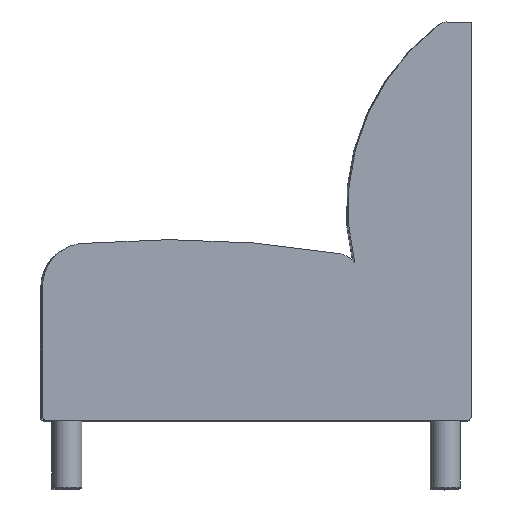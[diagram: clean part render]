
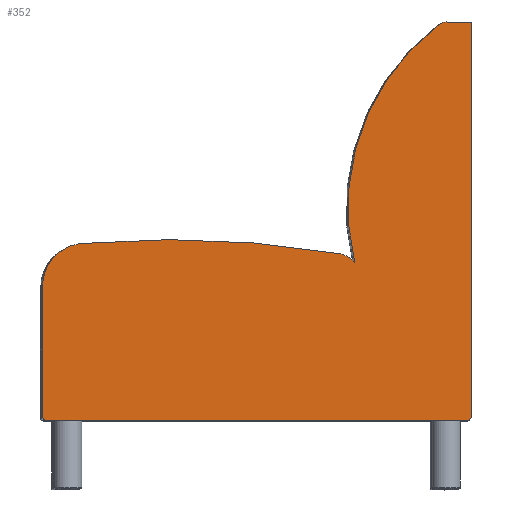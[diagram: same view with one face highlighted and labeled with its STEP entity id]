
A CAD part, top view. The second image highlights one B-rep face of the part: STEP entity #352.
In plain terms, the highlighted planar face has unit normal (0.003, 0, 1).
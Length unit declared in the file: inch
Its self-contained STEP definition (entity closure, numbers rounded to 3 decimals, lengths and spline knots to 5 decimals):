
#57=PLANE('',#378);
#68=FACE_OUTER_BOUND('',#89,.T.);
#89=EDGE_LOOP('',(#262,#263,#264,#265,#266,#267,#268,#269,#270,#271,#272,
#273));
#117=LINE('',#566,#139);
#120=LINE('',#574,#142);
#121=LINE('',#582,#143);
#122=LINE('',#586,#144);
#123=LINE('',#589,#145);
#139=VECTOR('',#438,1.75314);
#142=VECTOR('',#445,0.00408);
#143=VECTOR('',#452,9.13636);
#144=VECTOR('',#455,29.5);
#145=VECTOR('',#458,27.62506);
#160=CIRCLE('',#376,0.75);
#161=CIRCLE('',#379,16.06165);
#162=CIRCLE('',#380,1.78799);
#163=CIRCLE('',#381,70.80358);
#164=CIRCLE('',#382,3.);
#165=CIRCLE('',#383,0.25);
#166=CIRCLE('',#384,0.25);
#182=VERTEX_POINT('',#559);
#183=VERTEX_POINT('',#561);
#184=VERTEX_POINT('',#565);
#186=VERTEX_POINT('',#571);
#187=VERTEX_POINT('',#573);
#188=VERTEX_POINT('',#575);
#189=VERTEX_POINT('',#577);
#190=VERTEX_POINT('',#579);
#191=VERTEX_POINT('',#581);
#192=VERTEX_POINT('',#583);
#193=VERTEX_POINT('',#585);
#194=VERTEX_POINT('',#587);
#213=EDGE_CURVE('',#182,#183,#160,.T.);
#215=EDGE_CURVE('',#184,#183,#117,.T.);
#218=EDGE_CURVE('',#182,#186,#161,.T.);
#219=EDGE_CURVE('',#186,#187,#120,.T.);
#220=EDGE_CURVE('',#187,#188,#162,.T.);
#221=EDGE_CURVE('',#188,#189,#163,.T.);
#222=EDGE_CURVE('',#189,#190,#164,.T.);
#223=EDGE_CURVE('',#190,#191,#121,.T.);
#224=EDGE_CURVE('',#192,#191,#165,.T.);
#225=EDGE_CURVE('',#192,#193,#122,.T.);
#226=EDGE_CURVE('',#194,#193,#166,.T.);
#227=EDGE_CURVE('',#194,#184,#123,.T.);
#262=ORIENTED_EDGE('',*,*,#213,.F.);
#263=ORIENTED_EDGE('',*,*,#218,.T.);
#264=ORIENTED_EDGE('',*,*,#219,.T.);
#265=ORIENTED_EDGE('',*,*,#220,.T.);
#266=ORIENTED_EDGE('',*,*,#221,.T.);
#267=ORIENTED_EDGE('',*,*,#222,.T.);
#268=ORIENTED_EDGE('',*,*,#223,.T.);
#269=ORIENTED_EDGE('',*,*,#224,.F.);
#270=ORIENTED_EDGE('',*,*,#225,.T.);
#271=ORIENTED_EDGE('',*,*,#226,.F.);
#272=ORIENTED_EDGE('',*,*,#227,.T.);
#273=ORIENTED_EDGE('',*,*,#215,.T.);
#352=ADVANCED_FACE('',(#68),#57,.T.);
#376=AXIS2_PLACEMENT_3D('',#562,#433,#434);
#378=AXIS2_PLACEMENT_3D('',#570,#441,#442);
#379=AXIS2_PLACEMENT_3D('',#572,#443,#444);
#380=AXIS2_PLACEMENT_3D('',#576,#446,#447);
#381=AXIS2_PLACEMENT_3D('',#578,#448,#449);
#382=AXIS2_PLACEMENT_3D('',#580,#450,#451);
#383=AXIS2_PLACEMENT_3D('',#584,#453,#454);
#384=AXIS2_PLACEMENT_3D('',#588,#456,#457);
#433=DIRECTION('center_axis',(0.,0.,-1.));
#434=DIRECTION('ref_axis',(-0.316,0.949,0.));
#438=DIRECTION('',(-1.,0.,0.));
#441=DIRECTION('center_axis',(0.,0.,1.));
#442=DIRECTION('ref_axis',(1.,0.,0.));
#443=DIRECTION('center_axis',(0.,0.,1.));
#444=DIRECTION('ref_axis',(-0.588,0.809,0.));
#445=DIRECTION('',(-0.802,-0.598,0.));
#446=DIRECTION('center_axis',(0.,0.,1.));
#447=DIRECTION('ref_axis',(0.774,0.633,0.));
#448=DIRECTION('center_axis',(0.,0.,1.));
#449=DIRECTION('ref_axis',(0.164,0.986,0.));
#450=DIRECTION('center_axis',(0.,0.,1.));
#451=DIRECTION('ref_axis',(0.001,1.,0.));
#452=DIRECTION('',(0.,-1.,0.));
#453=DIRECTION('center_axis',(0.,0.,-1.));
#454=DIRECTION('ref_axis',(-0.707,-0.707,0.));
#455=DIRECTION('',(1.,0.,0.));
#456=DIRECTION('center_axis',(0.,0.,-1.));
#457=DIRECTION('ref_axis',(0.707,-0.707,0.));
#458=DIRECTION('',(0.,1.,0.));
#559=CARTESIAN_POINT('',(27.79661,27.72488,0.));
#561=CARTESIAN_POINT('',(28.24686,27.87506,0.));
#562=CARTESIAN_POINT('Origin',(28.24686,27.12506,0.));
#565=CARTESIAN_POINT('',(30.,27.87506,0.));
#566=CARTESIAN_POINT('',(30.,27.87506,0.));
#570=CARTESIAN_POINT('Origin',(18.33397,9.77726,0.));
#571=CARTESIAN_POINT('',(21.84366,11.03678,0.));
#572=CARTESIAN_POINT('Origin',(37.43886,14.8795,0.));
#573=CARTESIAN_POINT('',(21.84039,11.03434,0.));
#574=CARTESIAN_POINT('',(21.84366,11.03678,0.));
#575=CARTESIAN_POINT('',(20.59725,11.6849,0.));
#576=CARTESIAN_POINT('Origin',(20.45628,9.90247,0.));
#577=CARTESIAN_POINT('',(3.00229,12.38636,0.));
#578=CARTESIAN_POINT('Origin',(9.00115,-58.16263,0.));
#579=CARTESIAN_POINT('',(0.,9.38636,0.));
#580=CARTESIAN_POINT('Origin',(3.,9.38636,0.));
#581=CARTESIAN_POINT('',(0.,0.25,0.));
#582=CARTESIAN_POINT('',(0.,9.38636,0.));
#583=CARTESIAN_POINT('',(0.25,0.,0.));
#584=CARTESIAN_POINT('Origin',(0.25,0.25,0.));
#585=CARTESIAN_POINT('',(29.75,0.,0.));
#586=CARTESIAN_POINT('',(0.,0.,0.));
#587=CARTESIAN_POINT('',(30.,0.25,0.));
#588=CARTESIAN_POINT('Origin',(29.75,0.25,0.));
#589=CARTESIAN_POINT('',(30.,0.,0.));
